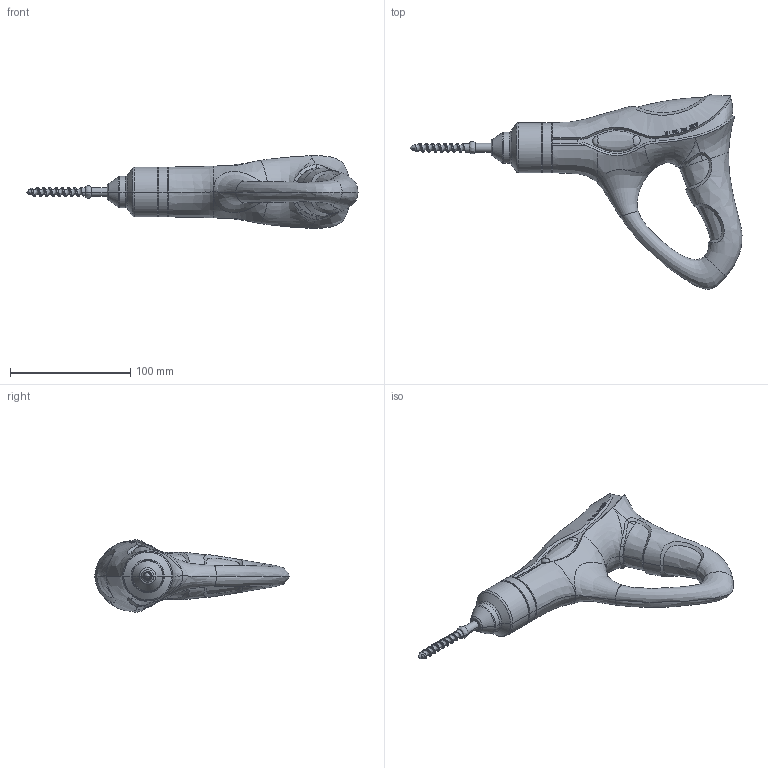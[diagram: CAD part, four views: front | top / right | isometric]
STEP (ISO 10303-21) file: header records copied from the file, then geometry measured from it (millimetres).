
FILE_DESCRIPTION(('FreeCAD Model'),'2;1');
FILE_NAME('Open CASCADE Shape Model','2025-05-03T14:21:29',('FreeCAD'),( 'FreeCAD'),'Open CASCADE STEP processor 7.6','FreeCAD','Unknown');
FILE_SCHEMA(('AUTOMOTIVE_DESIGN { 1 0 10303 214 1 1 1 1 }'));
Products named in the file (1): Open CASCADE STEP translator 7.6 1
Bounding box: 276.25 x 161.66 x 60.46 mm (x, y, z)
Volume: 461029.8 mm3; surface area: 49321.5 mm2
Topology: 1 solids, 1 shells, 531 faces, 1446 edges, 926 vertices
Faces by surface type: bspline 531
Entity records: 40029 total; most frequent: CARTESIAN_POINT 31282, ORIENTED_EDGE 2868, EDGE_CURVE 1434, B_SPLINE_CURVE_WITH_KNOTS 1380, VERTEX_POINT 926, FACE_BOUND 554, EDGE_LOOP 554, ADVANCED_FACE 531
